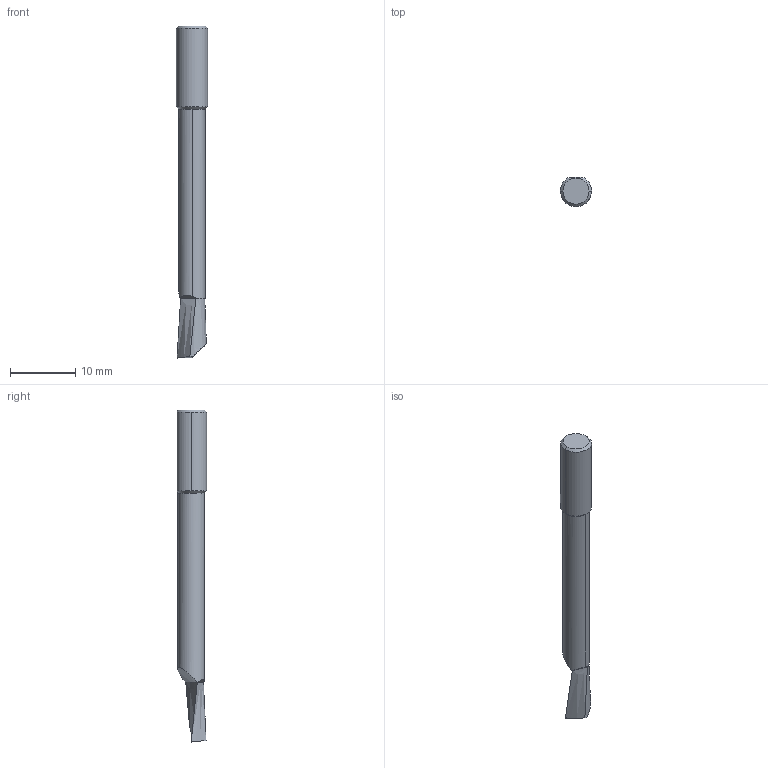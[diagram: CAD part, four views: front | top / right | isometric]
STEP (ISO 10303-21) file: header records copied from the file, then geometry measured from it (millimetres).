
FILE_DESCRIPTION (( 'STEP AP214' ), '1' );
FILE_NAME ('Micro_HBBC-1801500-004.STEP', '2021-09-03T22:07:38', ( '' ), ( '' ), 'SwSTEP 2.0', 'SolidWorks 2020', '' );
FILE_SCHEMA (( 'AUTOMOTIVE_DESIGN' ));
Length unit declared in the file: inch
Products named in the file (1): Micro_HBBC-1801500-004
Bounding box: 4.76 x 4.51 x 50.8 mm (x, y, z)
Volume: 635.4 mm3; surface area: 673 mm2
Topology: 1 solids, 1 shells, 20 faces, 47 edges, 29 vertices
Faces by surface type: cone 7, cylinder 6, plane 5, bspline 2
Entity records: 1078 total; most frequent: CARTESIAN_POINT 617, ORIENTED_EDGE 94, DIRECTION 80, EDGE_CURVE 47, AXIS2_PLACEMENT_3D 34, VERTEX_POINT 29, EDGE_LOOP 20, ADVANCED_FACE 20
